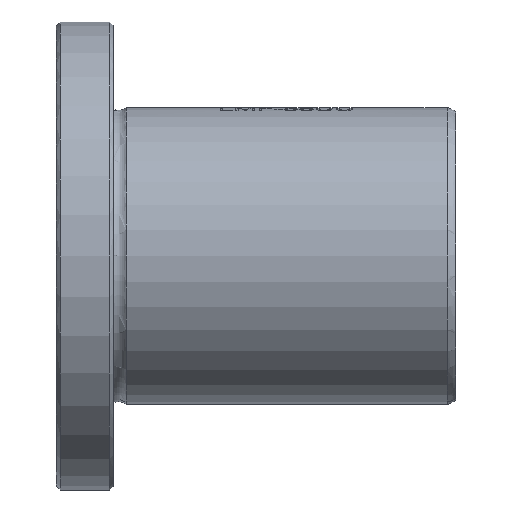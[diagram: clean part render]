
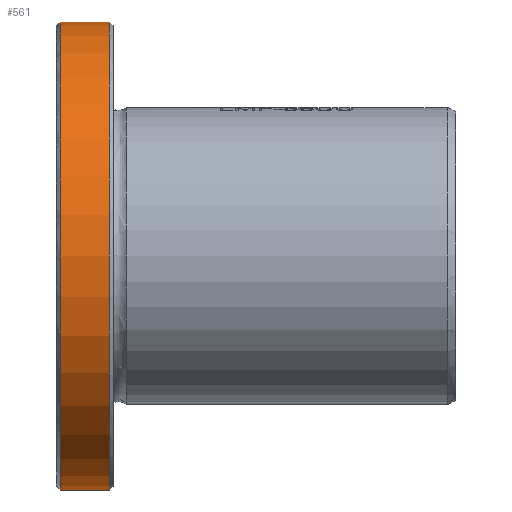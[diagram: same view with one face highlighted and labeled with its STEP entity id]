
A CAD part, front view. The second image highlights one B-rep face of the part: STEP entity #561.
In plain terms, the highlighted cylindrical face has radius 41 mm (diameter 82 mm), a full revolution.
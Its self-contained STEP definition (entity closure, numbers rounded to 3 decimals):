
#505=CYLINDRICAL_SURFACE('',#6346,41.);
#561=ADVANCED_FACE('',(#1214,#1215),#505,.T.);
#1123=CIRCLE('',#6336,41.);
#1124=CIRCLE('',#6337,41.);
#1125=CIRCLE('',#6344,41.);
#1126=CIRCLE('',#6345,41.);
#1214=FACE_BOUND('',#1316,.T.);
#1215=FACE_BOUND('',#1317,.T.);
#1316=EDGE_LOOP('',(#2413,#2414));
#1317=EDGE_LOOP('',(#2415,#2416));
#2413=ORIENTED_EDGE('',*,*,#4717,.T.);
#2414=ORIENTED_EDGE('',*,*,#4718,.T.);
#2415=ORIENTED_EDGE('',*,*,#4727,.F.);
#2416=ORIENTED_EDGE('',*,*,#4728,.F.);
#4117=VERTEX_POINT('',#9621);
#4118=VERTEX_POINT('',#9622);
#4127=VERTEX_POINT('',#9719);
#4128=VERTEX_POINT('',#9720);
#4717=EDGE_CURVE('',#4117,#4118,#1123,.T.);
#4718=EDGE_CURVE('',#4118,#4117,#1124,.T.);
#4727=EDGE_CURVE('',#4127,#4128,#1125,.T.);
#4728=EDGE_CURVE('',#4128,#4127,#1126,.T.);
#6336=AXIS2_PLACEMENT_3D('',#9620,#6849,#6850);
#6337=AXIS2_PLACEMENT_3D('',#9623,#6851,#6852);
#6344=AXIS2_PLACEMENT_3D('',#9718,#6865,#6866);
#6345=AXIS2_PLACEMENT_3D('',#9721,#6867,#6868);
#6346=AXIS2_PLACEMENT_3D('',#9722,#6869,#6870);
#6849=DIRECTION('',(1.,0.,0.));
#6850=DIRECTION('',(0.,0.,-1.));
#6851=DIRECTION('',(1.,0.,0.));
#6852=DIRECTION('',(0.,0.,-1.));
#6865=DIRECTION('',(1.,0.,0.));
#6866=DIRECTION('',(0.,0.,1.));
#6867=DIRECTION('',(1.,0.,0.));
#6868=DIRECTION('',(0.,0.,1.));
#6869=DIRECTION('',(1.,0.,0.));
#6870=DIRECTION('',(0.,0.,-1.));
#9620=CARTESIAN_POINT('',(0.7,0.,0.));
#9621=CARTESIAN_POINT('',(0.7,0.,-41.));
#9622=CARTESIAN_POINT('',(0.7,0.,41.));
#9623=CARTESIAN_POINT('',(0.7,0.,0.));
#9718=CARTESIAN_POINT('',(9.3,0.,0.));
#9719=CARTESIAN_POINT('',(9.3,0.,41.));
#9720=CARTESIAN_POINT('',(9.3,0.,-41.));
#9721=CARTESIAN_POINT('',(9.3,0.,0.));
#9722=CARTESIAN_POINT('',(0.7,0.,0.));
